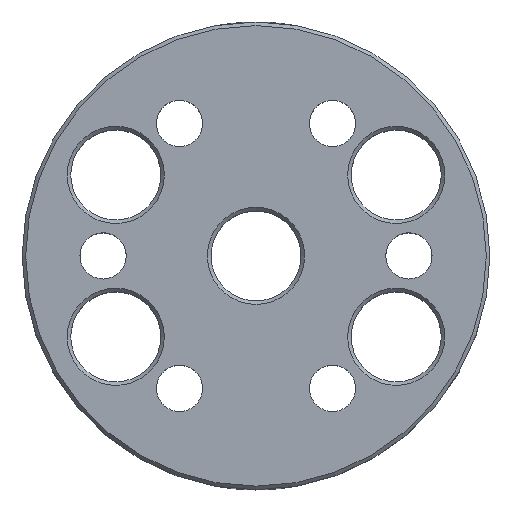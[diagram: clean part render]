
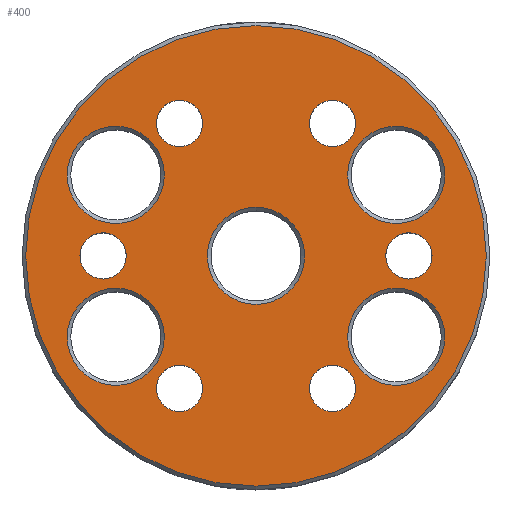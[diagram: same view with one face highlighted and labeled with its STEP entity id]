
A CAD part, top view. The second image highlights one B-rep face of the part: STEP entity #400.
In plain terms, the highlighted planar face has unit normal (0, 0, 1).
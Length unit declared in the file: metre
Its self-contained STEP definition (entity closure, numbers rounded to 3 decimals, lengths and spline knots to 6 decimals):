
#42=ORIENTED_EDGE('',*,*,#122,.T.);
#43=ORIENTED_EDGE('',*,*,#123,.T.);
#44=ORIENTED_EDGE('',*,*,#124,.T.);
#45=ORIENTED_EDGE('',*,*,#125,.T.);
#46=ORIENTED_EDGE('',*,*,#126,.T.);
#47=ORIENTED_EDGE('',*,*,#127,.T.);
#48=ORIENTED_EDGE('',*,*,#128,.T.);
#49=ORIENTED_EDGE('',*,*,#129,.T.);
#50=ORIENTED_EDGE('',*,*,#130,.T.);
#51=ORIENTED_EDGE('',*,*,#131,.T.);
#52=ORIENTED_EDGE('',*,*,#132,.T.);
#53=ORIENTED_EDGE('',*,*,#133,.T.);
#122=EDGE_CURVE('',#162,#162,#202,.F.);
#123=EDGE_CURVE('',#163,#163,#203,.F.);
#124=EDGE_CURVE('',#164,#164,#204,.F.);
#125=EDGE_CURVE('',#165,#165,#205,.F.);
#126=EDGE_CURVE('',#166,#166,#206,.F.);
#127=EDGE_CURVE('',#167,#167,#207,.T.);
#128=EDGE_CURVE('',#168,#168,#208,.T.);
#129=EDGE_CURVE('',#169,#169,#209,.T.);
#130=EDGE_CURVE('',#170,#170,#210,.T.);
#131=EDGE_CURVE('',#171,#171,#211,.T.);
#132=EDGE_CURVE('',#172,#172,#212,.T.);
#133=EDGE_CURVE('',#173,#173,#213,.T.);
#162=VERTEX_POINT('',#638);
#163=VERTEX_POINT('',#640);
#164=VERTEX_POINT('',#642);
#165=VERTEX_POINT('',#644);
#166=VERTEX_POINT('',#646);
#167=VERTEX_POINT('',#648);
#168=VERTEX_POINT('',#650);
#169=VERTEX_POINT('',#652);
#170=VERTEX_POINT('',#654);
#171=VERTEX_POINT('',#656);
#172=VERTEX_POINT('',#658);
#173=VERTEX_POINT('',#660);
#202=CIRCLE('',#442,0.0027);
#203=CIRCLE('',#443,0.0027);
#204=CIRCLE('',#444,0.0027);
#205=CIRCLE('',#445,0.0027);
#206=CIRCLE('',#446,0.0027);
#207=CIRCLE('',#447,0.0128);
#208=CIRCLE('',#448,0.001286);
#209=CIRCLE('',#449,0.001286);
#210=CIRCLE('',#450,0.001286);
#211=CIRCLE('',#451,0.001286);
#212=CIRCLE('',#452,0.001286);
#213=CIRCLE('',#453,0.001286);
#238=EDGE_LOOP('',(#42));
#239=EDGE_LOOP('',(#43));
#240=EDGE_LOOP('',(#44));
#241=EDGE_LOOP('',(#45));
#242=EDGE_LOOP('',(#46));
#243=EDGE_LOOP('',(#47));
#244=EDGE_LOOP('',(#48));
#245=EDGE_LOOP('',(#49));
#246=EDGE_LOOP('',(#50));
#247=EDGE_LOOP('',(#51));
#248=EDGE_LOOP('',(#52));
#249=EDGE_LOOP('',(#53));
#318=FACE_BOUND('',#238,.T.);
#319=FACE_BOUND('',#239,.T.);
#320=FACE_BOUND('',#240,.T.);
#321=FACE_BOUND('',#241,.T.);
#322=FACE_BOUND('',#242,.T.);
#323=FACE_BOUND('',#243,.T.);
#324=FACE_BOUND('',#244,.T.);
#325=FACE_BOUND('',#245,.T.);
#326=FACE_BOUND('',#246,.T.);
#327=FACE_BOUND('',#247,.T.);
#328=FACE_BOUND('',#248,.T.);
#329=FACE_BOUND('',#249,.T.);
#398=PLANE('',#441);
#400=ADVANCED_FACE('',(#318,#319,#320,#321,#322,#323,#324,#325,#326,#327,
#328,#329),#398,.T.);
#441=AXIS2_PLACEMENT_3D('',#636,#507,#508);
#442=AXIS2_PLACEMENT_3D('',#637,#509,#510);
#443=AXIS2_PLACEMENT_3D('',#639,#511,#512);
#444=AXIS2_PLACEMENT_3D('',#641,#513,#514);
#445=AXIS2_PLACEMENT_3D('',#643,#515,#516);
#446=AXIS2_PLACEMENT_3D('',#645,#517,#518);
#447=AXIS2_PLACEMENT_3D('',#647,#519,#520);
#448=AXIS2_PLACEMENT_3D('',#649,#521,#522);
#449=AXIS2_PLACEMENT_3D('',#651,#523,#524);
#450=AXIS2_PLACEMENT_3D('',#653,#525,#526);
#451=AXIS2_PLACEMENT_3D('',#655,#527,#528);
#452=AXIS2_PLACEMENT_3D('',#657,#529,#530);
#453=AXIS2_PLACEMENT_3D('',#659,#531,#532);
#507=DIRECTION('',(0.,0.,1.));
#508=DIRECTION('',(1.,0.,0.));
#509=DIRECTION('',(0.,0.,1.));
#510=DIRECTION('',(1.,0.,0.));
#511=DIRECTION('',(0.,0.,1.));
#512=DIRECTION('',(1.,0.,0.));
#513=DIRECTION('',(0.,0.,1.));
#514=DIRECTION('',(1.,0.,0.));
#515=DIRECTION('',(0.,0.,1.));
#516=DIRECTION('',(1.,0.,0.));
#517=DIRECTION('',(0.,0.,1.));
#518=DIRECTION('',(1.,0.,0.));
#519=DIRECTION('',(0.,0.,1.));
#520=DIRECTION('',(1.,0.,0.));
#521=DIRECTION('',(0.,0.,-1.));
#522=DIRECTION('',(-1.,0.,0.));
#523=DIRECTION('',(0.,0.,-1.));
#524=DIRECTION('',(-1.,0.,0.));
#525=DIRECTION('',(0.,0.,-1.));
#526=DIRECTION('',(-1.,0.,0.));
#527=DIRECTION('',(0.,0.,-1.));
#528=DIRECTION('',(-1.,0.,0.));
#529=DIRECTION('',(0.,0.,-1.));
#530=DIRECTION('',(-1.,0.,0.));
#531=DIRECTION('',(0.,0.,-1.));
#532=DIRECTION('',(-1.,0.,0.));
#636=CARTESIAN_POINT('',(0.,0.,0.008));
#637=CARTESIAN_POINT('',(0.007794,0.0045,0.008));
#638=CARTESIAN_POINT('',(0.010494,0.0045,0.008));
#639=CARTESIAN_POINT('',(0.007794,-0.0045,0.008));
#640=CARTESIAN_POINT('',(0.010494,-0.0045,0.008));
#641=CARTESIAN_POINT('',(-0.007794,-0.0045,0.008));
#642=CARTESIAN_POINT('',(-0.005094,-0.0045,0.008));
#643=CARTESIAN_POINT('',(-0.007794,0.0045,0.008));
#644=CARTESIAN_POINT('',(-0.005094,0.0045,0.008));
#645=CARTESIAN_POINT('',(0.,0.,0.008));
#646=CARTESIAN_POINT('',(0.0027,0.,0.008));
#647=CARTESIAN_POINT('',(0.,0.,0.008));
#648=CARTESIAN_POINT('',(0.0128,0.,0.008));
#649=CARTESIAN_POINT('',(0.0085,0.,0.008));
#650=CARTESIAN_POINT('',(0.007215,0.,0.008));
#651=CARTESIAN_POINT('',(0.00425,-0.007361,0.008));
#652=CARTESIAN_POINT('',(0.002965,-0.007361,0.008));
#653=CARTESIAN_POINT('',(-0.00425,-0.007361,0.008));
#654=CARTESIAN_POINT('',(-0.005536,-0.007361,0.008));
#655=CARTESIAN_POINT('',(-0.0085,0.,0.008));
#656=CARTESIAN_POINT('',(-0.009786,0.,0.008));
#657=CARTESIAN_POINT('',(-0.00425,0.007361,0.008));
#658=CARTESIAN_POINT('',(-0.005536,0.007361,0.008));
#659=CARTESIAN_POINT('',(0.00425,0.007361,0.008));
#660=CARTESIAN_POINT('',(0.002965,0.007361,0.008));
